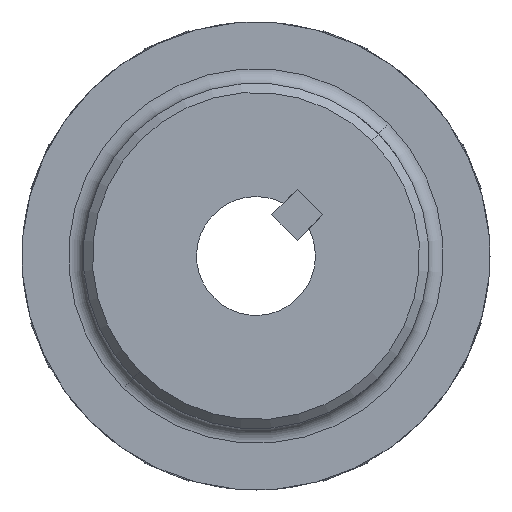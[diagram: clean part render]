
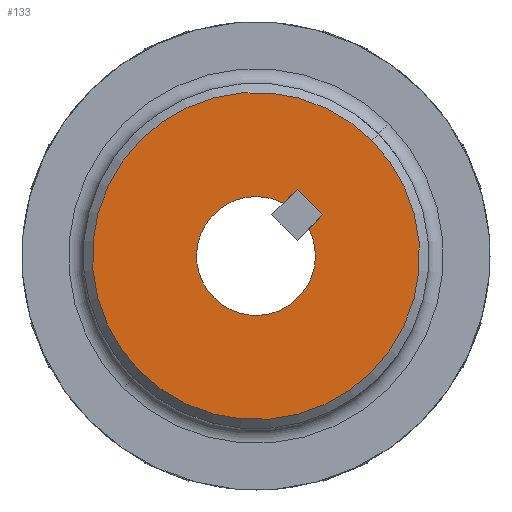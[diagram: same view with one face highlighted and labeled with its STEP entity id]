
A CAD part, front view. The second image highlights one B-rep face of the part: STEP entity #133.
In plain terms, the highlighted planar face has unit normal (0, -1, 0).
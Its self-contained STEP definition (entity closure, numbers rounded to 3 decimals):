
#133 = ADVANCED_FACE ( 'NONE', ( #6183, #5857 ), #6052, .T. ) ;
#184 = EDGE_CURVE ( 'NONE', #6262, #4047, #5020, .T. ) ;
#309 = CARTESIAN_POINT ( 'NONE',  ( -35.58, 4.965, 0. ) ) ;
#793 = DIRECTION ( 'NONE',  ( 0., -1., 0. ) ) ;
#879 = VERTEX_POINT ( 'NONE', #2994 ) ;
#1059 = CARTESIAN_POINT ( 'NONE',  ( -28.251, 4.965, 3.799 ) ) ;
#1218 = CIRCLE ( 'NONE', #3399, 8.255 ) ;
#1238 = LINE ( 'NONE', #4710, #7062 ) ;
#1331 = DIRECTION ( 'NONE',  ( 0.708, 0., 0.707 ) ) ;
#1497 = EDGE_LOOP ( 'NONE', ( #4444, #7037, #2325, #8843, #2612 ) ) ;
#1550 = CIRCLE ( 'NONE', #6135, 22.733 ) ;
#1571 = ORIENTED_EDGE ( 'NONE', *, *, #184, .T. ) ;
#2021 = CARTESIAN_POINT ( 'NONE',  ( -26.326, 4.965, 5.722 ) ) ;
#2325 = ORIENTED_EDGE ( 'NONE', *, *, #5094, .F. ) ;
#2408 = VECTOR ( 'NONE', #1331, 1000. ) ;
#2477 = AXIS2_PLACEMENT_3D ( 'NONE', #3578, #3649, #4020 ) ;
#2485 = AXIS2_PLACEMENT_3D ( 'NONE', #4171, #3709, #3695 ) ;
#2612 = ORIENTED_EDGE ( 'NONE', *, *, #3676, .F. ) ;
#2994 = CARTESIAN_POINT ( 'NONE',  ( -41.422, 4.965, -5.832 ) ) ;
#3135 = EDGE_CURVE ( 'NONE', #4047, #6262, #1550, .T. ) ;
#3399 = AXIS2_PLACEMENT_3D ( 'NONE', #309, #8550, #3784 ) ;
#3465 = CARTESIAN_POINT ( 'NONE',  ( -29.843, 4.965, 9.245 ) ) ;
#3506 = DIRECTION ( 'NONE',  ( -0.707, 0., 0.708 ) ) ;
#3572 = CARTESIAN_POINT ( 'NONE',  ( -35.58, 4.965, 0. ) ) ;
#3573 = DIRECTION ( 'NONE',  ( -0.708, 0., -0.707 ) ) ;
#3578 = CARTESIAN_POINT ( 'NONE',  ( -35.58, 4.965, 0. ) ) ;
#3649 = DIRECTION ( 'NONE',  ( 0., -1., 0. ) ) ;
#3676 = EDGE_CURVE ( 'NONE', #6860, #6834, #1238, .T. ) ;
#3695 = DIRECTION ( 'NONE',  ( -0.708, 0., -0.707 ) ) ;
#3698 = EDGE_CURVE ( 'NONE', #6834, #5468, #6299, .T. ) ;
#3709 = DIRECTION ( 'NONE',  ( 0., -1., 0. ) ) ;
#3784 = DIRECTION ( 'NONE',  ( -0.708, 0., -0.707 ) ) ;
#3988 = CARTESIAN_POINT ( 'NONE',  ( -35.58, 4.965, 0. ) ) ;
#4020 = DIRECTION ( 'NONE',  ( -0.708, 0., -0.707 ) ) ;
#4047 = VERTEX_POINT ( 'NONE', #4860 ) ;
#4171 = CARTESIAN_POINT ( 'NONE',  ( -35.58, 4.965, 0. ) ) ;
#4444 = ORIENTED_EDGE ( 'NONE', *, *, #6191, .F. ) ;
#4710 = CARTESIAN_POINT ( 'NONE',  ( -26.326, 4.965, 5.722 ) ) ;
#4860 = CARTESIAN_POINT ( 'NONE',  ( -19.492, 4.965, 16.062 ) ) ;
#4926 = ORIENTED_EDGE ( 'NONE', *, *, #3135, .T. ) ;
#5020 = CIRCLE ( 'NONE', #2485, 22.733 ) ;
#5094 = EDGE_CURVE ( 'NONE', #5468, #879, #6689, .T. ) ;
#5468 = VERTEX_POINT ( 'NONE', #7108 ) ;
#5628 = CARTESIAN_POINT ( 'NONE',  ( -29.843, 4.965, 9.245 ) ) ;
#5639 = DIRECTION ( 'NONE',  ( -0.708, 0., -0.707 ) ) ;
#5809 = CARTESIAN_POINT ( 'NONE',  ( -51.668, 4.965, -16.062 ) ) ;
#5857 = FACE_BOUND ( 'NONE', #1497, .T. ) ;
#5925 = LINE ( 'NONE', #2021, #2408 ) ;
#6052 = PLANE ( 'NONE',  #2477 ) ;
#6135 = AXIS2_PLACEMENT_3D ( 'NONE', #3988, #6665, #6625 ) ;
#6183 = FACE_OUTER_BOUND ( 'NONE', #7980, .T. ) ;
#6185 = VECTOR ( 'NONE', #3573, 1000. ) ;
#6191 = EDGE_CURVE ( 'NONE', #7950, #6860, #5925, .T. ) ;
#6262 = VERTEX_POINT ( 'NONE', #5809 ) ;
#6299 = LINE ( 'NONE', #3465, #6185 ) ;
#6625 = DIRECTION ( 'NONE',  ( -0.708, 0., -0.707 ) ) ;
#6665 = DIRECTION ( 'NONE',  ( 0., -1., 0. ) ) ;
#6689 = CIRCLE ( 'NONE', #8491, 8.255 ) ;
#6834 = VERTEX_POINT ( 'NONE', #5628 ) ;
#6860 = VERTEX_POINT ( 'NONE', #8704 ) ;
#7037 = ORIENTED_EDGE ( 'NONE', *, *, #7912, .F. ) ;
#7062 = VECTOR ( 'NONE', #3506, 1000. ) ;
#7108 = CARTESIAN_POINT ( 'NONE',  ( -31.769, 4.965, 7.322 ) ) ;
#7912 = EDGE_CURVE ( 'NONE', #879, #7950, #1218, .T. ) ;
#7950 = VERTEX_POINT ( 'NONE', #1059 ) ;
#7980 = EDGE_LOOP ( 'NONE', ( #4926, #1571 ) ) ;
#8491 = AXIS2_PLACEMENT_3D ( 'NONE', #3572, #793, #5639 ) ;
#8550 = DIRECTION ( 'NONE',  ( 0., -1., 0. ) ) ;
#8704 = CARTESIAN_POINT ( 'NONE',  ( -26.326, 4.965, 5.722 ) ) ;
#8843 = ORIENTED_EDGE ( 'NONE', *, *, #3698, .F. ) ;
